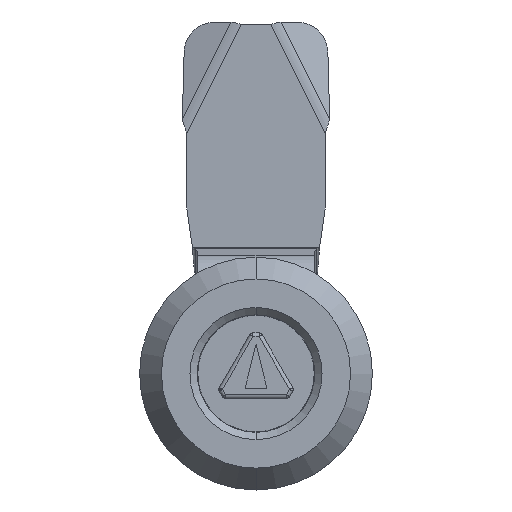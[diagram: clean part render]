
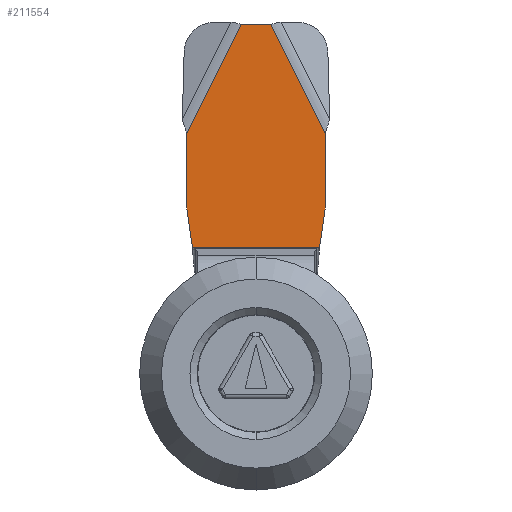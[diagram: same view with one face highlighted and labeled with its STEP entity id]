
A CAD part, front view. The second image highlights one B-rep face of the part: STEP entity #211554.
In plain terms, the highlighted planar face has unit normal (0, -1, 0).
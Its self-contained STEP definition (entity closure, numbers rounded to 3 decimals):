
#125 = DIRECTION ( 'NONE',  ( -0.447, 0., -0.894 ) ) ;
#2377 = ORIENTED_EDGE ( 'NONE', *, *, #56596, .T. ) ;
#3768 = LINE ( 'NONE', #59596, #191291 ) ;
#4907 = CARTESIAN_POINT ( 'NONE',  ( -9.5, 63., 22.5 ) ) ;
#6769 = VERTEX_POINT ( 'NONE', #198406 ) ;
#7218 = LINE ( 'NONE', #4907, #44068 ) ;
#10702 = DIRECTION ( 'NONE',  ( 0., -1., 0. ) ) ;
#12111 = EDGE_CURVE ( 'NONE', #128149, #182490, #122191, .T. ) ;
#16626 = DIRECTION ( 'NONE',  ( 0., 0., -1. ) ) ;
#19024 = ORIENTED_EDGE ( 'NONE', *, *, #134173, .T. ) ;
#23529 = CARTESIAN_POINT ( 'NONE',  ( 0., 63., 17.263 ) ) ;
#24661 = DIRECTION ( 'NONE',  ( 0.145, 0., -0.989 ) ) ;
#30178 = EDGE_CURVE ( 'NONE', #6769, #33298, #78920, .T. ) ;
#33298 = VERTEX_POINT ( 'NONE', #133512 ) ;
#33897 = LINE ( 'NONE', #104903, #170752 ) ;
#34092 = LINE ( 'NONE', #209842, #204145 ) ;
#39263 = ORIENTED_EDGE ( 'NONE', *, *, #30178, .T. ) ;
#41001 = LINE ( 'NONE', #23529, #62017 ) ;
#41867 = CARTESIAN_POINT ( 'NONE',  ( 9.458, 63., 22.211 ) ) ;
#42009 = ORIENTED_EDGE ( 'NONE', *, *, #229944, .T. ) ;
#44068 = VECTOR ( 'NONE', #24661, 1000. ) ;
#45638 = CARTESIAN_POINT ( 'NONE',  ( -5.5, 63., 22.792 ) ) ;
#49110 = VECTOR ( 'NONE', #107015, 1000. ) ;
#49493 = EDGE_CURVE ( 'NONE', #137576, #182490, #201689, .T. ) ;
#49788 = DIRECTION ( 'NONE',  ( -1., 0., 0. ) ) ;
#52336 = CARTESIAN_POINT ( 'NONE',  ( 22.584, 63., 6.828 ) ) ;
#52813 = AXIS2_PLACEMENT_3D ( 'NONE', #45638, #10702, #108025 ) ;
#56596 = EDGE_CURVE ( 'NONE', #33298, #180004, #7218, .T. ) ;
#57672 = CARTESIAN_POINT ( 'NONE',  ( 5.5, 63., 22.792 ) ) ;
#57837 = EDGE_CURVE ( 'NONE', #124287, #172458, #3768, .T. ) ;
#58688 = EDGE_LOOP ( 'NONE', ( #230082, #183885, #118235, #19024, #39263, #2377, #42009, #209775, #177946, #201372 ) ) ;
#59596 = CARTESIAN_POINT ( 'NONE',  ( 7.3, 63., 7.5 ) ) ;
#62017 = VECTOR ( 'NONE', #112005, 1000. ) ;
#74859 = DIRECTION ( 'NONE',  ( 0., 0., 1. ) ) ;
#78920 = CIRCLE ( 'NONE', #52813, 4. ) ;
#81154 = VECTOR ( 'NONE', #74859, 1000. ) ;
#87158 = DIRECTION ( 'NONE',  ( 0., 0., 1. ) ) ;
#87756 = VERTEX_POINT ( 'NONE', #97287 ) ;
#88476 = CARTESIAN_POINT ( 'NONE',  ( 9.5, 63., 22.792 ) ) ;
#89563 = EDGE_CURVE ( 'NONE', #172458, #137576, #101887, .T. ) ;
#92231 = DIRECTION ( 'NONE',  ( 0.145, 0., 0.989 ) ) ;
#97287 = CARTESIAN_POINT ( 'NONE',  ( -9.5, 63., 32.996 ) ) ;
#97311 = CARTESIAN_POINT ( 'NONE',  ( -1.998, 63., 48. ) ) ;
#98821 = CARTESIAN_POINT ( 'NONE',  ( -8.732, 63., 17.263 ) ) ;
#99830 = VECTOR ( 'NONE', #49788, 1000. ) ;
#100511 = FACE_OUTER_BOUND ( 'NONE', #58688, .T. ) ;
#101887 = CIRCLE ( 'NONE', #124141, 4. ) ;
#104903 = CARTESIAN_POINT ( 'NONE',  ( -22.584, 63., 6.828 ) ) ;
#107015 = DIRECTION ( 'NONE',  ( 0.447, 0., -0.894 ) ) ;
#108025 = DIRECTION ( 'NONE',  ( 0., 0., 1. ) ) ;
#109533 = CARTESIAN_POINT ( 'NONE',  ( 8.732, 63., 17.263 ) ) ;
#112005 = DIRECTION ( 'NONE',  ( 1., 0., 0. ) ) ;
#115445 = CARTESIAN_POINT ( 'NONE',  ( 1.998, 63., 48. ) ) ;
#118235 = ORIENTED_EDGE ( 'NONE', *, *, #192662, .T. ) ;
#122191 = LINE ( 'NONE', #52336, #49110 ) ;
#124141 = AXIS2_PLACEMENT_3D ( 'NONE', #57672, #159323, #87158 ) ;
#124287 = VERTEX_POINT ( 'NONE', #109533 ) ;
#126163 = EDGE_CURVE ( 'NONE', #128149, #165737, #155730, .T. ) ;
#128149 = VERTEX_POINT ( 'NONE', #115445 ) ;
#133150 = PLANE ( 'NONE',  #199893 ) ;
#133512 = CARTESIAN_POINT ( 'NONE',  ( -9.458, 63., 22.211 ) ) ;
#134173 = EDGE_CURVE ( 'NONE', #87756, #6769, #34092, .T. ) ;
#135429 = DIRECTION ( 'NONE',  ( 0., -1., 0. ) ) ;
#137041 = CARTESIAN_POINT ( 'NONE',  ( 9.5, 63., 32.996 ) ) ;
#137576 = VERTEX_POINT ( 'NONE', #88476 ) ;
#138264 = CARTESIAN_POINT ( 'NONE',  ( -9.5, 63., 48. ) ) ;
#155730 = LINE ( 'NONE', #138264, #99830 ) ;
#159323 = DIRECTION ( 'NONE',  ( 0., -1., 0. ) ) ;
#165737 = VERTEX_POINT ( 'NONE', #97311 ) ;
#170752 = VECTOR ( 'NONE', #125, 1000. ) ;
#171499 = CARTESIAN_POINT ( 'NONE',  ( 0., 63., -4.464 ) ) ;
#172458 = VERTEX_POINT ( 'NONE', #41867 ) ;
#177946 = ORIENTED_EDGE ( 'NONE', *, *, #89563, .T. ) ;
#180004 = VERTEX_POINT ( 'NONE', #98821 ) ;
#182490 = VERTEX_POINT ( 'NONE', #137041 ) ;
#183885 = ORIENTED_EDGE ( 'NONE', *, *, #126163, .T. ) ;
#191291 = VECTOR ( 'NONE', #92231, 1000. ) ;
#192662 = EDGE_CURVE ( 'NONE', #165737, #87756, #33897, .T. ) ;
#198406 = CARTESIAN_POINT ( 'NONE',  ( -9.5, 63., 22.792 ) ) ;
#199893 = AXIS2_PLACEMENT_3D ( 'NONE', #171499, #135429, #205282 ) ;
#200527 = CARTESIAN_POINT ( 'NONE',  ( 9.5, 63., 48. ) ) ;
#201372 = ORIENTED_EDGE ( 'NONE', *, *, #49493, .T. ) ;
#201689 = LINE ( 'NONE', #200527, #81154 ) ;
#204145 = VECTOR ( 'NONE', #16626, 1000. ) ;
#205282 = DIRECTION ( 'NONE',  ( 0., 0., 1. ) ) ;
#209775 = ORIENTED_EDGE ( 'NONE', *, *, #57837, .T. ) ;
#209842 = CARTESIAN_POINT ( 'NONE',  ( -9.5, 63., 48. ) ) ;
#211554 = ADVANCED_FACE ( 'NONE', ( #100511 ), #133150, .T. ) ;
#229944 = EDGE_CURVE ( 'NONE', #180004, #124287, #41001, .T. ) ;
#230082 = ORIENTED_EDGE ( 'NONE', *, *, #12111, .F. ) ;
